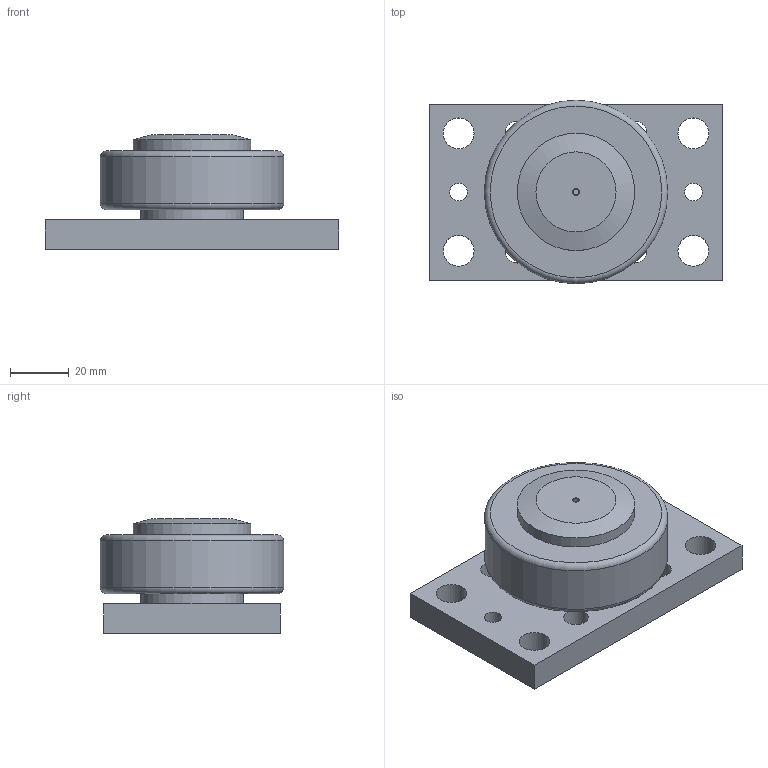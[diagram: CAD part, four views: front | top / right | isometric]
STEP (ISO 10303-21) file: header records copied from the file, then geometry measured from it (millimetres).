
FILE_DESCRIPTION(/* description */ ('-','CAx-IF Rec.Pracs.---Representation and Presentation of Product Manufacturing Information (PMI)---4.0---2014-10-13'),/* implementation_level */ '2;1');
FILE_NAME(/* name */ '89e6f143-6e7e-40ea-909a-1acc8ed61ef4.stp',/* time_stamp */ '2020-04-01T16:11:02+02:00',/* author */ ('-'),/* organization */ ('NTI CADcenter A/S'),/* preprocessor_version */ 'ST-DEVELOPER v18',/* originating_system */ 'Autodesk Inventor 2020',/* authorisation */ '-');
FILE_SCHEMA (('AP242_MANAGED_MODEL_BASED_3D_ENGINEERING_MIM_LF { 1 0 10303 442 1 1 4 }'));
Length unit declared in the file: millimetre
Products named in the file (1): PAS 060.0360 BR1100_Kontur
Bounding box: 100 x 62.5 x 39 mm (x, y, z)
Volume: 123170.5 mm3; surface area: 25700.9 mm2
Topology: 1 solids, 1 shells, 32 faces, 84 edges, 60 vertices
Faces by surface type: cylinder 15, plane 12, cone 3, torus 2
Full cylindrical faces by diameter (mm): 2 x1, 6 x2, 6.647 x1, 8.376 x4, 10.5 x4, 35 x1, 40 x1, 62.5 x1
Entity records: 1119 total; most frequent: DIRECTION 204, CARTESIAN_POINT 177, ORIENTED_EDGE 168, AXIS2_PLACEMENT_3D 87, EDGE_CURVE 84, VERTEX_POINT 60, EDGE_LOOP 58, CIRCLE 54
